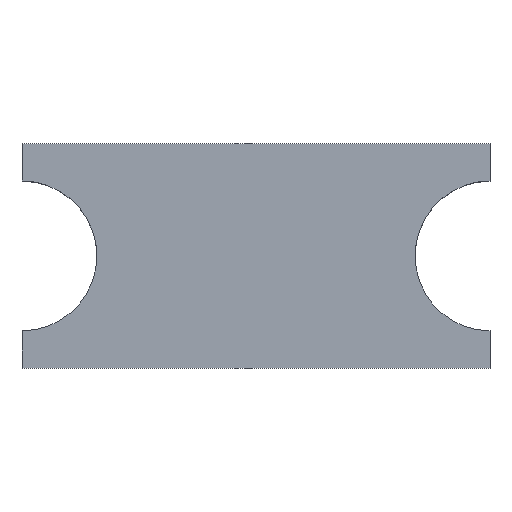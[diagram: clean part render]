
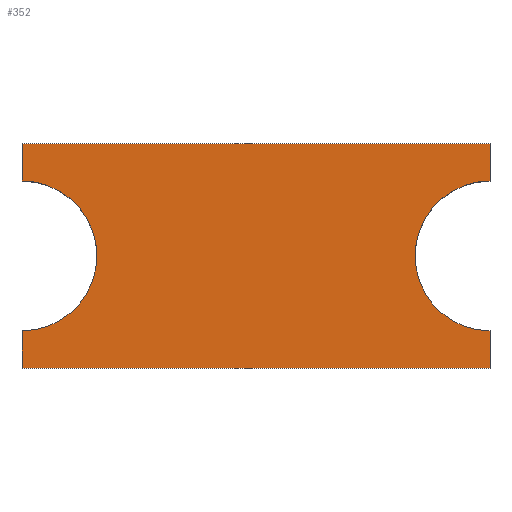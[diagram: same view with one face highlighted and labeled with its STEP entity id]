
A CAD part, top view. The second image highlights one B-rep face of the part: STEP entity #352.
In plain terms, the highlighted planar face has unit normal (0, 0, 1).
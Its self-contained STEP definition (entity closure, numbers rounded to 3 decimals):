
#17=CIRCLE($,#373,8.);
#18=CIRCLE($,#376,8.);
#36=FACE_OUTER_BOUND($,#54,.T.);
#54=EDGE_LOOP($,(#311,#312,#313,#314,#315,#316,#317,#318));
#79=LINE($,#521,#123);
#83=LINE($,#528,#127);
#87=LINE($,#537,#131);
#93=LINE($,#552,#137);
#95=LINE($,#556,#139);
#97=LINE($,#562,#141);
#123=VECTOR($,#420,50.);
#127=VECTOR($,#426,4.);
#131=VECTOR($,#432,4.);
#137=VECTOR($,#448,50.);
#139=VECTOR($,#452,4.);
#141=VECTOR($,#460,4.);
#161=VERTEX_POINT($,#518);
#162=VERTEX_POINT($,#520);
#164=VERTEX_POINT($,#526);
#167=VERTEX_POINT($,#534);
#168=VERTEX_POINT($,#536);
#172=VERTEX_POINT($,#551);
#173=VERTEX_POINT($,#555);
#174=VERTEX_POINT($,#561);
#199=EDGE_CURVE($,#162,#161,#79,.T.);
#203=EDGE_CURVE($,#161,#164,#83,.T.);
#207=EDGE_CURVE($,#168,#167,#87,.T.);
#215=EDGE_CURVE($,#172,#168,#93,.T.);
#217=EDGE_CURVE($,#173,#172,#95,.T.);
#219=EDGE_CURVE($,#164,#173,#17,.T.);
#220=EDGE_CURVE($,#174,#162,#97,.T.);
#222=EDGE_CURVE($,#167,#174,#18,.T.);
#311=ORIENTED_EDGE($,*,*,#222,.T.);
#312=ORIENTED_EDGE($,*,*,#220,.T.);
#313=ORIENTED_EDGE($,*,*,#199,.T.);
#314=ORIENTED_EDGE($,*,*,#203,.T.);
#315=ORIENTED_EDGE($,*,*,#219,.T.);
#316=ORIENTED_EDGE($,*,*,#217,.T.);
#317=ORIENTED_EDGE($,*,*,#215,.T.);
#318=ORIENTED_EDGE($,*,*,#207,.T.);
#334=PLANE($,#377);
#352=ADVANCED_FACE($,(#36),#334,.T.);
#373=AXIS2_PLACEMENT_3D($,#559,#456,#457);
#376=AXIS2_PLACEMENT_3D($,#565,#464,#465);
#377=AXIS2_PLACEMENT_3D($,#566,#466,#467);
#420=DIRECTION($,(1.,0.,0.));
#426=DIRECTION($,(0.,1.,0.));
#432=DIRECTION($,(0.,-1.,0.));
#448=DIRECTION($,(-1.,0.,0.));
#452=DIRECTION($,(0.,1.,0.));
#456=DIRECTION('center_axis',(0.,0.,-1.));
#457=DIRECTION('ref_axis',(0.,-1.,0.));
#460=DIRECTION($,(0.,-1.,0.));
#464=DIRECTION('center_axis',(0.,0.,-1.));
#465=DIRECTION('ref_axis',(0.,1.,0.));
#466=DIRECTION('center_axis',(0.,0.,1.));
#467=DIRECTION('ref_axis',(1.,0.,0.));
#518=CARTESIAN_POINT('',(50.,-12.,7.));
#520=CARTESIAN_POINT('',(0.,-12.,7.));
#521=CARTESIAN_POINT($,(0.,-12.,7.));
#526=CARTESIAN_POINT('',(50.,-8.,7.));
#528=CARTESIAN_POINT($,(50.,-12.,7.));
#534=CARTESIAN_POINT('',(0.,8.,7.));
#536=CARTESIAN_POINT('',(0.,12.,7.));
#537=CARTESIAN_POINT($,(0.,12.,7.));
#551=CARTESIAN_POINT('',(50.,12.,7.));
#552=CARTESIAN_POINT($,(50.,12.,7.));
#555=CARTESIAN_POINT('',(50.,8.,7.));
#556=CARTESIAN_POINT($,(50.,8.,7.));
#559=CARTESIAN_POINT('Origin',(50.,0.,7.));
#561=CARTESIAN_POINT('',(0.,-8.,7.));
#562=CARTESIAN_POINT($,(0.,-8.,7.));
#565=CARTESIAN_POINT('Origin',(0.,0.,7.));
#566=CARTESIAN_POINT('Origin',(25.,0.,7.));
